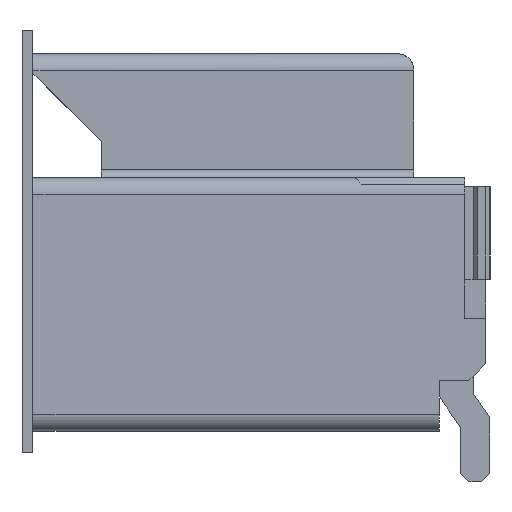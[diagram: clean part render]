
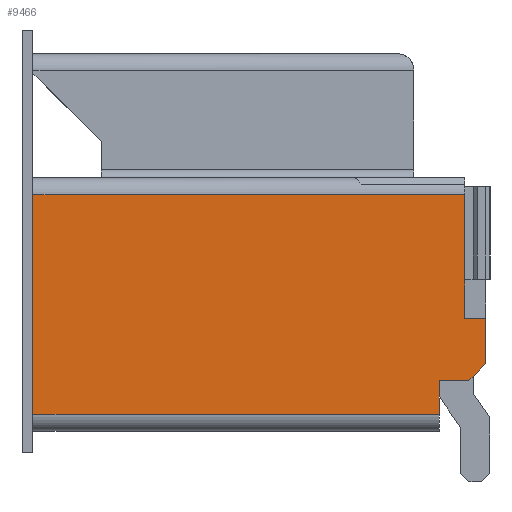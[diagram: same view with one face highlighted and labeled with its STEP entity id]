
A CAD part, left-side view. The second image highlights one B-rep face of the part: STEP entity #9466.
In plain terms, the highlighted planar face has unit normal (-1, 0, 0).
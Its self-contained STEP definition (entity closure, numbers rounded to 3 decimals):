
#419=DIRECTION('',(0.,0.,1.));
#420=VECTOR('',#419,0.54);
#421=CARTESIAN_POINT('',(-4.5,-2.675,-0.71));
#422=LINE('',#421,#420);
#2813=DIRECTION('',(0.,0.,1.));
#2814=VECTOR('',#2813,2.6);
#2815=CARTESIAN_POINT('',(-4.5,2.685,-1.31));
#2816=LINE('',#2815,#2814);
#3084=DIRECTION('',(0.,1.,0.));
#3085=VECTOR('',#3084,5.11);
#3086=CARTESIAN_POINT('',(-4.5,-2.425,1.29));
#3087=LINE('',#3086,#3085);
#3236=DIRECTION('',(0.,0.,-1.));
#3237=VECTOR('',#3236,1.46);
#3238=CARTESIAN_POINT('',(-4.5,-2.425,1.29));
#3239=LINE('',#3238,#3237);
#3240=DIRECTION('',(0.,1.,0.));
#3241=VECTOR('',#3240,0.25);
#3242=CARTESIAN_POINT('',(-4.5,-2.675,-0.17));
#3243=LINE('',#3242,#3241);
#3244=DIRECTION('',(0.,0.707,-0.707));
#3245=VECTOR('',#3244,0.283);
#3246=CARTESIAN_POINT('',(-4.5,-2.675,-0.71));
#3247=LINE('',#3246,#3245);
#3248=DIRECTION('',(0.,1.,0.));
#3249=VECTOR('',#3248,0.35);
#3250=CARTESIAN_POINT('',(-4.5,-2.475,-0.91));
#3251=LINE('',#3250,#3249);
#3252=DIRECTION('',(0.,0.,1.));
#3253=VECTOR('',#3252,0.4);
#3254=CARTESIAN_POINT('',(-4.5,-2.125,-1.31));
#3255=LINE('',#3254,#3253);
#3256=DIRECTION('',(0.,1.,0.));
#3257=VECTOR('',#3256,4.81);
#3258=CARTESIAN_POINT('',(-4.5,-2.125,-1.31));
#3259=LINE('',#3258,#3257);
#3751=CARTESIAN_POINT('',(-4.5,2.685,-1.31));
#3752=CARTESIAN_POINT('',(-4.5,2.685,1.29));
#3753=VERTEX_POINT('',#3751);
#3754=VERTEX_POINT('',#3752);
#3949=CARTESIAN_POINT('',(-4.5,-2.675,-0.71));
#3950=CARTESIAN_POINT('',(-4.5,-2.475,-0.91));
#3951=VERTEX_POINT('',#3949);
#3952=VERTEX_POINT('',#3950);
#3953=CARTESIAN_POINT('',(-4.5,-2.125,-0.91));
#3954=VERTEX_POINT('',#3953);
#3955=CARTESIAN_POINT('',(-4.5,-2.125,-1.31));
#3956=VERTEX_POINT('',#3955);
#3989=CARTESIAN_POINT('',(-4.5,-2.675,-0.17));
#3991=VERTEX_POINT('',#3989);
#4001=CARTESIAN_POINT('',(-4.5,-2.425,1.29));
#4002=CARTESIAN_POINT('',(-4.5,-2.425,-0.17));
#4003=VERTEX_POINT('',#4001);
#4004=VERTEX_POINT('',#4002);
#9447=CARTESIAN_POINT('',(-4.5,-2.675,-1.31));
#9448=DIRECTION('',(-1.,0.,0.));
#9449=DIRECTION('',(0.,0.,1.));
#9450=AXIS2_PLACEMENT_3D('',#9447,#9448,#9449);
#9451=PLANE('',#9450);
#9452=ORIENTED_EDGE('',*,*,#5599,.T.);
#9454=ORIENTED_EDGE('',*,*,#9453,.F.);
#9455=ORIENTED_EDGE('',*,*,#5400,.F.);
#9457=ORIENTED_EDGE('',*,*,#9456,.T.);
#9459=ORIENTED_EDGE('',*,*,#9458,.T.);
#9460=ORIENTED_EDGE('',*,*,#5000,.F.);
#9461=ORIENTED_EDGE('',*,*,#9442,.T.);
#9462=ORIENTED_EDGE('',*,*,#8796,.T.);
#9463=ORIENTED_EDGE('',*,*,#9200,.F.);
#9464=EDGE_LOOP('',(#9452,#9454,#9455,#9457,#9459,#9460,#9461,#9462,#9463));
#9465=FACE_OUTER_BOUND('',#9464,.F.);
#9466=ADVANCED_FACE('',(#9465),#9451,.T.);
#5000=EDGE_CURVE('',#3956,#3954,#3255,.T.);
#5400=EDGE_CURVE('',#3951,#3991,#422,.T.);
#5599=EDGE_CURVE('',#4003,#4004,#3239,.T.);
#8796=EDGE_CURVE('',#3753,#3754,#2816,.T.);
#9200=EDGE_CURVE('',#4003,#3754,#3087,.T.);
#9442=EDGE_CURVE('',#3956,#3753,#3259,.T.);
#9453=EDGE_CURVE('',#3991,#4004,#3243,.T.);
#9456=EDGE_CURVE('',#3951,#3952,#3247,.T.);
#9458=EDGE_CURVE('',#3952,#3954,#3251,.T.);
